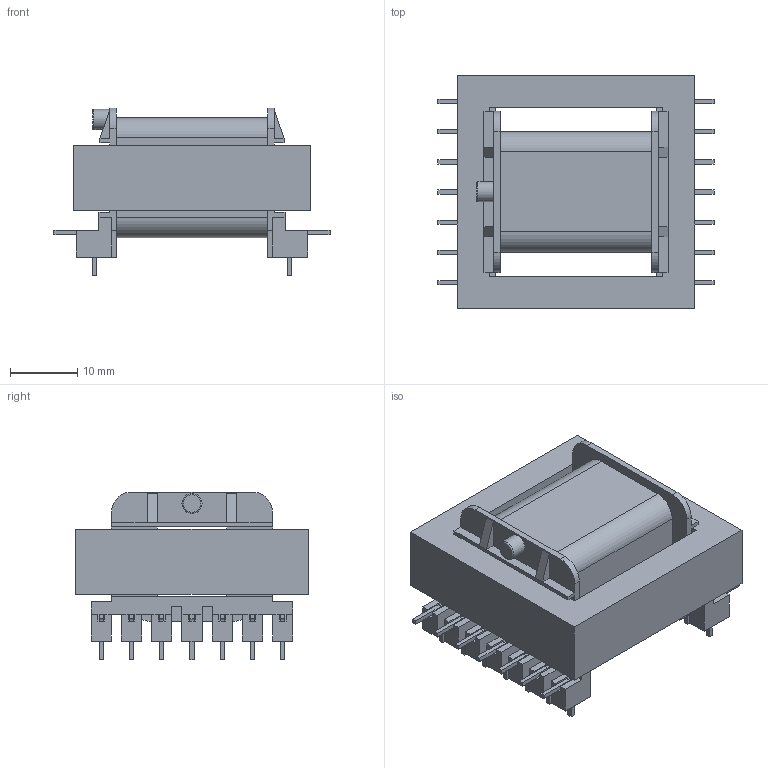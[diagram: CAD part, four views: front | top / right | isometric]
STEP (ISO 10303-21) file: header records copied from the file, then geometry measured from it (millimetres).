
FILE_DESCRIPTION(/* description */ ('Unknown'),/* implementation_level */ '2;1');
FILE_NAME(/* name */ 'T_Wurth_WE-FB3751-EE35_18_10',/* time_stamp */ '2025-05-05T15:09:25+08:00',/* author */ ('Unknown'),/* organization */ ('Unknown'),/* preprocessor_version */ 'ST-DEVELOPER v19.4',/* originating_system */ 'Solid Edge',/* authorisation */ 'Unknown');
FILE_SCHEMA (('AUTOMOTIVE_DESIGN {1 0 10303 214 3 1 1}'));
Length unit declared in the file: millimetre
Products named in the file (2): T_Wurth_WE-FB3751-EE35_18_10
Assembly tree (1 placements, depth 2):
  T_Wurth_WE-FB3751-EE35_18_10
    T_Wurth_WE-FB3751-EE35_18_10
Bounding box: 41.1 x 34.6 x 24.99 mm (x, y, z)
Volume: 14407.3 mm3; surface area: 10253.5 mm2
Topology: 2 solids, 2 shells, 409 faces, 1085 edges, 707 vertices
Faces by surface type: plane 371, cylinder 37, torus 1
Full cylindrical faces by diameter (mm): 3 x1
Entity records: 15215 total; most frequent: CARTESIAN_POINT 2201, ORIENTED_EDGE 2166, DIRECTION 1988, EDGE_CURVE 1083, LINE 1000, VECTOR 1000, VERTEX_POINT 707, AXIS2_PLACEMENT_3D 494
